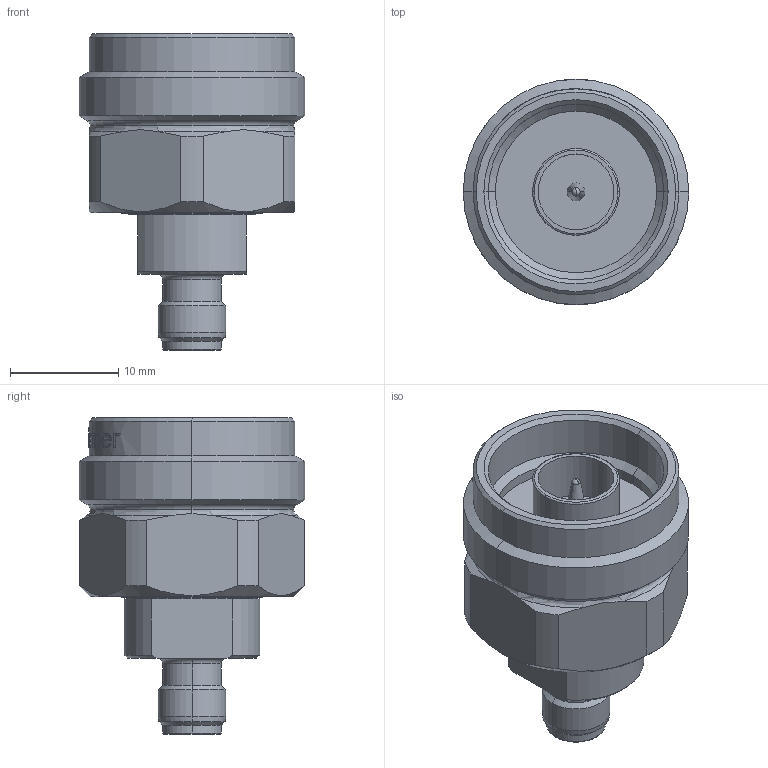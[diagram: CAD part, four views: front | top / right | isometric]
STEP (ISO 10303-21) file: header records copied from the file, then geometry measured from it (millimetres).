
FILE_DESCRIPTION (( 'STEP AP214' ), '1' );
FILE_NAME ('J01027B0018.STEP', '2014-02-18T12:22:23', ( 'Wartung1' ), ( '' ), 'SwSTEP 2.0', 'SolidWorks 2013', '' );
FILE_SCHEMA (( 'AUTOMOTIVE_DESIGN' ));
Length unit declared in the file: millimetre
Products named in the file (1): J01027B0018
Bounding box: 20.8 x 20.8 x 29.18 mm (x, y, z)
Volume: 4681.6 mm3; surface area: 2700.1 mm2
Topology: 1 solids, 1 shells, 285 faces, 714 edges, 461 vertices
Faces by surface type: plane 94, bspline 78, cylinder 63, cone 32, torus 16, sphere 2
Entity records: 14617 total; most frequent: CARTESIAN_POINT 5147, ORIENTED_EDGE 1428, DIRECTION 1126, EDGE_CURVE 714, VERTEX_POINT 461, AXIS2_PLACEMENT_3D 412, EDGE_LOOP 315, LINE 302
